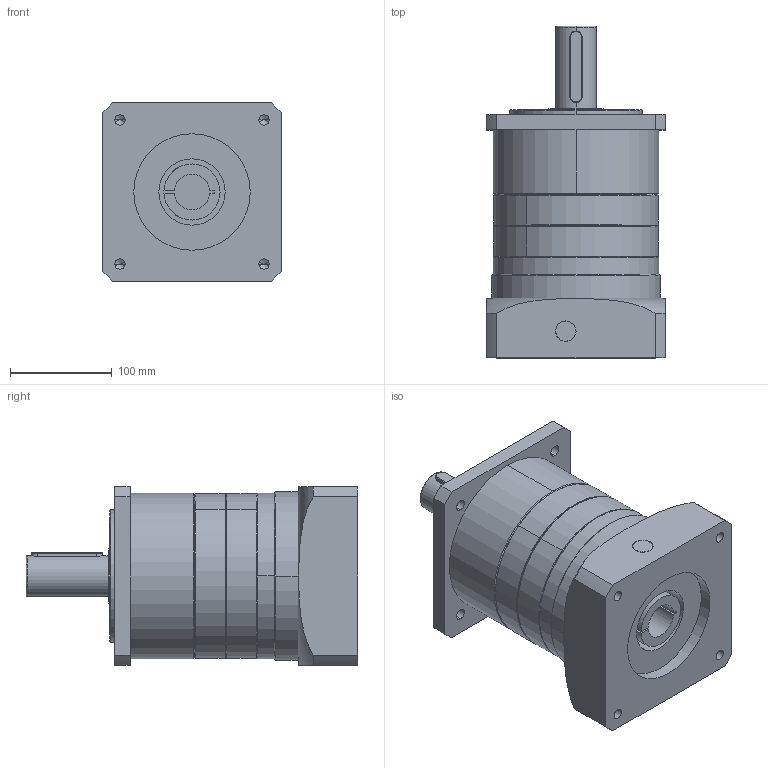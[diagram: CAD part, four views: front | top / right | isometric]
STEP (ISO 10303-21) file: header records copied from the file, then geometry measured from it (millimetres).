
FILE_DESCRIPTION (( 'STEP AP203' ), '1' );
FILE_NAME ('P2F160-L2-175-3.step', '2021-03-14T08:19:05', ( '' ), ( '' ), 'SwSTEP 2.0', 'SolidWorks 2016', '' );
FILE_SCHEMA (( 'CONFIG_CONTROL_DESIGN' ));
Length unit declared in the file: millimetre
Products named in the file (7): 160怀堤粣; 160ヶ儂裔F; 160坶踡輸AQA175-34; 160笢潔撰-L2; P2F160-L2-175-3; 160输入级AQA175-345; 螺塞盖
Assembly tree (6 placements, depth 2):
  P2F160-L2-175-3
    160ヶ儂裔F
    160怀堤粣
    160笢潔撰-L2
    160输入级AQA175-345
    160坶踡輸AQA175-34
    螺塞盖
Bounding box: 175 x 325.5 x 175 mm (x, y, z)
Volume: 5565366.1 mm3; surface area: 344640.4 mm2
Topology: 6 solids, 6 shells, 148 faces, 333 edges, 203 vertices
Faces by surface type: cylinder 67, plane 42, cone 25, torus 14
Entity records: 5332 total; most frequent: CARTESIAN_POINT 1212, DIRECTION 783, ORIENTED_EDGE 646, EDGE_CURVE 323, AXIS2_PLACEMENT_3D 322, VERTEX_POINT 203, EDGE_LOOP 176, CIRCLE 165
